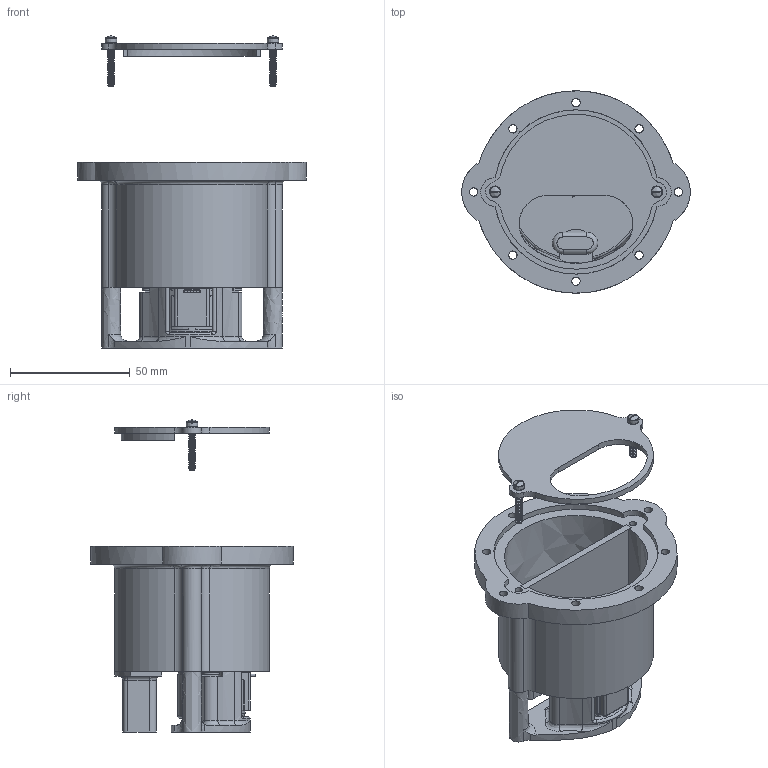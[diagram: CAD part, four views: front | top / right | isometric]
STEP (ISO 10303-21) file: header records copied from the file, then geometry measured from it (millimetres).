
FILE_DESCRIPTION(('FreeCAD Model'),'2;1');
FILE_NAME('Open CASCADE Shape Model','2025-04-29T11:19:36',('FreeCAD'),( 'FreeCAD'),'Open CASCADE STEP processor 7.6','FreeCAD','Unknown');
FILE_SCHEMA(('AUTOMOTIVE_DESIGN { 1 0 10303 214 1 1 1 1 }'));
Length unit declared in the file: millimetre
Products named in the file (1): Open CASCADE STEP translator 7.6 1
Bounding box: 95.36 x 84.44 x 130.18 mm (x, y, z)
Volume: 96451.4 mm3; surface area: 71964.4 mm2
Topology: 14 solids, 14 shells, 669 faces, 1744 edges, 1117 vertices
Faces by surface type: bspline 669
Entity records: 30279 total; most frequent: CARTESIAN_POINT 20521, ORIENTED_EDGE 3480, EDGE_CURVE 1740, VERTEX_POINT 1117, B_SPLINE_CURVE_WITH_KNOTS 995, FACE_BOUND 737, EDGE_LOOP 737, ADVANCED_FACE 669
